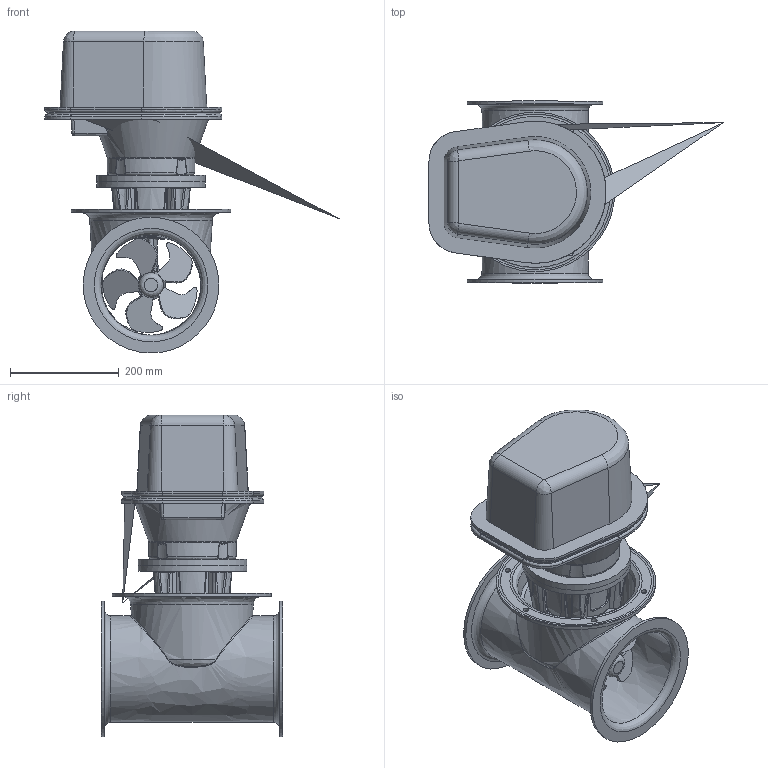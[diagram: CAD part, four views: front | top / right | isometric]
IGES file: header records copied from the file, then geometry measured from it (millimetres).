
Global section: file name: SE80_185 STERN IP; native system: Autodesk Inventor 2016; preprocessor: unknown; author: Elvira H.; date: 20160318.123501; units: millimetre
Bounding box: 542.01 x 335 x 593.24 mm (x, y, z)
Volume: 15152657.5 mm3; surface area: 1157361.2 mm2
Topology: 2 solids, 2 shells, 657 faces, 1714 edges, 1078 vertices
Faces by surface type: bspline 657
